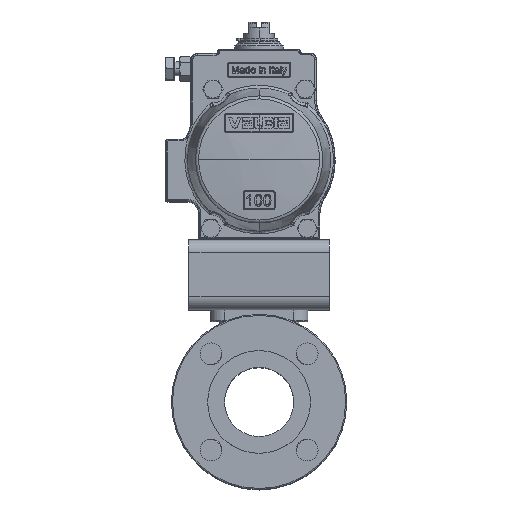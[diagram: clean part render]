
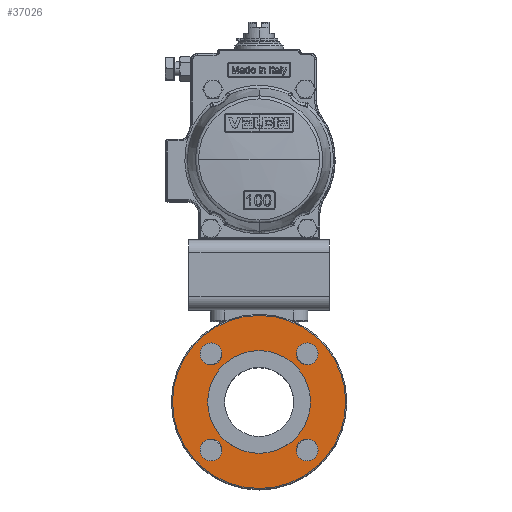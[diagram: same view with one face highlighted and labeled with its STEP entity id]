
A CAD part, top view. The second image highlights one B-rep face of the part: STEP entity #37026.
In plain terms, the highlighted planar face has unit normal (0, 0, 1).
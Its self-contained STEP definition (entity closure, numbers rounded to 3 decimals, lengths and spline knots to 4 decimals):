
#32 = DIRECTION ( 'NONE',  ( 0., 0., 1. ) ) ;
#142 = EDGE_CURVE ( 'NONE', #7674, #74272, #71378, .T. ) ;
#558 = EDGE_CURVE ( 'NONE', #22980, #18716, #72288, .T. ) ;
#1904 = CARTESIAN_POINT ( 'NONE',  ( 1.466, 0., 3.463 ) ) ;
#1934 = CARTESIAN_POINT ( 'NONE',  ( -1.0585, 1.3705, 3.463 ) ) ;
#1986 = FACE_BOUND ( 'NONE', #69937, .T. ) ;
#2116 = VERTEX_POINT ( 'NONE', #1934 ) ;
#3130 = EDGE_CURVE ( 'NONE', #25972, #4817, #15269, .T. ) ;
#3731 = VERTEX_POINT ( 'NONE', #73983 ) ;
#3958 = CIRCLE ( 'NONE', #31240, 0.312 ) ;
#4817 = VERTEX_POINT ( 'NONE', #18558 ) ;
#4992 = DIRECTION ( 'NONE',  ( 0., 0., 1. ) ) ;
#5138 = DIRECTION ( 'NONE',  ( 0., -1., 0. ) ) ;
#5221 = CARTESIAN_POINT ( 'NONE',  ( -1.6825, 1.3705, 3.463 ) ) ;
#5241 = CARTESIAN_POINT ( 'NONE',  ( 0., 0., 3.463 ) ) ;
#6438 = EDGE_CURVE ( 'NONE', #18716, #22980, #23351, .T. ) ;
#6932 = ORIENTED_EDGE ( 'NONE', *, *, #63864, .F. ) ;
#7674 = VERTEX_POINT ( 'NONE', #37028 ) ;
#7752 = DIRECTION ( 'NONE',  ( 0., 0., 1. ) ) ;
#9776 = VERTEX_POINT ( 'NONE', #1904 ) ;
#11189 = DIRECTION ( 'NONE',  ( -1., 0., 0. ) ) ;
#12148 = DIRECTION ( 'NONE',  ( 0., 0., 1. ) ) ;
#12348 = AXIS2_PLACEMENT_3D ( 'NONE', #35672, #32, #41654 ) ;
#15126 = CARTESIAN_POINT ( 'NONE',  ( 1.6825, 1.3705, 3.463 ) ) ;
#15269 = CIRCLE ( 'NONE', #67304, 0.312 ) ;
#16514 = CARTESIAN_POINT ( 'NONE',  ( 1.3705, 1.3705, 3.463 ) ) ;
#16723 = CARTESIAN_POINT ( 'NONE',  ( 0., 1.466, 3.463 ) ) ;
#16993 = DIRECTION ( 'NONE',  ( 0., 0., 1. ) ) ;
#17787 = FACE_OUTER_BOUND ( 'NONE', #34362, .T. ) ;
#18558 = CARTESIAN_POINT ( 'NONE',  ( 1.0585, 1.3705, 3.463 ) ) ;
#18716 = VERTEX_POINT ( 'NONE', #61579 ) ;
#22516 = DIRECTION ( 'NONE',  ( 1., 0., 0. ) ) ;
#22980 = VERTEX_POINT ( 'NONE', #46672 ) ;
#23102 = AXIS2_PLACEMENT_3D ( 'NONE', #65875, #30258, #71865 ) ;
#23351 = CIRCLE ( 'NONE', #23102, 2.4687 ) ;
#23953 = VERTEX_POINT ( 'NONE', #66710 ) ;
#24623 = EDGE_CURVE ( 'NONE', #2116, #59937, #58803, .T. ) ;
#25867 = AXIS2_PLACEMENT_3D ( 'NONE', #47834, #12148, #53819 ) ;
#25953 = ORIENTED_EDGE ( 'NONE', *, *, #73776, .F. ) ;
#25972 = VERTEX_POINT ( 'NONE', #15126 ) ;
#27701 = CARTESIAN_POINT ( 'NONE',  ( 1.3705, -1.3705, 3.463 ) ) ;
#28161 = DIRECTION ( 'NONE',  ( 0., 0., -1. ) ) ;
#28929 = ORIENTED_EDGE ( 'NONE', *, *, #57971, .T. ) ;
#29688 = CARTESIAN_POINT ( 'NONE',  ( 1.6825, -1.3705, 3.463 ) ) ;
#30199 = CARTESIAN_POINT ( 'NONE',  ( 1.3705, 1.3705, 3.463 ) ) ;
#30258 = DIRECTION ( 'NONE',  ( 0., 0., 1. ) ) ;
#30354 = CIRCLE ( 'NONE', #52691, 1.466 ) ;
#30573 = DIRECTION ( 'NONE',  ( 0., 0., 1. ) ) ;
#31240 = AXIS2_PLACEMENT_3D ( 'NONE', #66188, #30573, #72186 ) ;
#31969 = EDGE_CURVE ( 'NONE', #9776, #75944, #74878, .T. ) ;
#33530 = EDGE_LOOP ( 'NONE', ( #47467, #6932 ) ) ;
#33630 = FACE_BOUND ( 'NONE', #62298, .T. ) ;
#33725 = DIRECTION ( 'NONE',  ( 0., -1., 0. ) ) ;
#34362 = EDGE_LOOP ( 'NONE', ( #44826, #35232 ) ) ;
#34675 = ORIENTED_EDGE ( 'NONE', *, *, #24623, .F. ) ;
#35232 = ORIENTED_EDGE ( 'NONE', *, *, #558, .T. ) ;
#35546 = CARTESIAN_POINT ( 'NONE',  ( -1.466, 0., 3.463 ) ) ;
#35672 = CARTESIAN_POINT ( 'NONE',  ( -1.3705, 1.3705, 3.463 ) ) ;
#36207 = DIRECTION ( 'NONE',  ( 1., 0., 0. ) ) ;
#36434 = EDGE_CURVE ( 'NONE', #74272, #7674, #59731, .T. ) ;
#37026 = ADVANCED_FACE ( 'NONE', ( #65209, #33630, #51315, #49447, #17787, #1986 ), #76325, .T. ) ;
#37028 = CARTESIAN_POINT ( 'NONE',  ( 1.0585, -1.3705, 3.463 ) ) ;
#38380 = CIRCLE ( 'NONE', #43780, 0.312 ) ;
#38690 = AXIS2_PLACEMENT_3D ( 'NONE', #16723, #16993, #58612 ) ;
#39454 = AXIS2_PLACEMENT_3D ( 'NONE', #16514, #58156, #22516 ) ;
#40645 = CARTESIAN_POINT ( 'NONE',  ( -1.3705, -1.3705, 3.463 ) ) ;
#40729 = AXIS2_PLACEMENT_3D ( 'NONE', #40645, #4992, #46616 ) ;
#40798 = DIRECTION ( 'NONE',  ( 0., 0., 1. ) ) ;
#41205 = ORIENTED_EDGE ( 'NONE', *, *, #36434, .F. ) ;
#41654 = DIRECTION ( 'NONE',  ( 0., 1., 0. ) ) ;
#41658 = AXIS2_PLACEMENT_3D ( 'NONE', #76424, #40798, #5138 ) ;
#43419 = CARTESIAN_POINT ( 'NONE',  ( -1.3705, -1.3705, 3.463 ) ) ;
#43780 = AXIS2_PLACEMENT_3D ( 'NONE', #43419, #7752, #49393 ) ;
#43793 = ORIENTED_EDGE ( 'NONE', *, *, #75482, .F. ) ;
#44826 = ORIENTED_EDGE ( 'NONE', *, *, #6438, .T. ) ;
#46201 = CIRCLE ( 'NONE', #40729, 0.312 ) ;
#46616 = DIRECTION ( 'NONE',  ( -1., 0., 0. ) ) ;
#46672 = CARTESIAN_POINT ( 'NONE',  ( -2.4687, 0., 3.463 ) ) ;
#46872 = DIRECTION ( 'NONE',  ( 0., 0., -1. ) ) ;
#47467 = ORIENTED_EDGE ( 'NONE', *, *, #3130, .F. ) ;
#47834 = CARTESIAN_POINT ( 'NONE',  ( 0., 0., 3.463 ) ) ;
#49099 = EDGE_LOOP ( 'NONE', ( #41205, #70844 ) ) ;
#49393 = DIRECTION ( 'NONE',  ( -1., 0., 0. ) ) ;
#49447 = FACE_BOUND ( 'NONE', #33530, .T. ) ;
#51315 = FACE_BOUND ( 'NONE', #49099, .T. ) ;
#52691 = AXIS2_PLACEMENT_3D ( 'NONE', #5241, #46872, #11189 ) ;
#53819 = DIRECTION ( 'NONE',  ( 1., 0., 0. ) ) ;
#55113 = CIRCLE ( 'NONE', #39454, 0.312 ) ;
#57939 = EDGE_CURVE ( 'NONE', #23953, #3731, #46201, .T. ) ;
#57971 = EDGE_CURVE ( 'NONE', #75944, #9776, #30354, .T. ) ;
#58156 = DIRECTION ( 'NONE',  ( 0., 0., 1. ) ) ;
#58612 = DIRECTION ( 'NONE',  ( 1., 0., 0. ) ) ;
#58803 = CIRCLE ( 'NONE', #12348, 0.312 ) ;
#59731 = CIRCLE ( 'NONE', #41658, 0.312 ) ;
#59937 = VERTEX_POINT ( 'NONE', #5221 ) ;
#61579 = CARTESIAN_POINT ( 'NONE',  ( 2.4687, 0., 3.463 ) ) ;
#61922 = ORIENTED_EDGE ( 'NONE', *, *, #57939, .F. ) ;
#62298 = EDGE_LOOP ( 'NONE', ( #43793, #61922 ) ) ;
#63811 = CARTESIAN_POINT ( 'NONE',  ( 0., 0., 3.463 ) ) ;
#63864 = EDGE_CURVE ( 'NONE', #4817, #25972, #55113, .T. ) ;
#65209 = FACE_BOUND ( 'NONE', #77014, .T. ) ;
#65218 = ORIENTED_EDGE ( 'NONE', *, *, #31969, .T. ) ;
#65875 = CARTESIAN_POINT ( 'NONE',  ( 0., 0., 3.463 ) ) ;
#66188 = CARTESIAN_POINT ( 'NONE',  ( -1.3705, 1.3705, 3.463 ) ) ;
#66710 = CARTESIAN_POINT ( 'NONE',  ( -1.6825, -1.3705, 3.463 ) ) ;
#67304 = AXIS2_PLACEMENT_3D ( 'NONE', #30199, #71812, #36207 ) ;
#67540 = AXIS2_PLACEMENT_3D ( 'NONE', #63811, #28161, #69787 ) ;
#69329 = DIRECTION ( 'NONE',  ( 0., 0., 1. ) ) ;
#69787 = DIRECTION ( 'NONE',  ( -1., 0., 0. ) ) ;
#69937 = EDGE_LOOP ( 'NONE', ( #28929, #65218 ) ) ;
#70844 = ORIENTED_EDGE ( 'NONE', *, *, #142, .F. ) ;
#71378 = CIRCLE ( 'NONE', #72669, 0.312 ) ;
#71812 = DIRECTION ( 'NONE',  ( 0., 0., 1. ) ) ;
#71865 = DIRECTION ( 'NONE',  ( 1., 0., 0. ) ) ;
#72186 = DIRECTION ( 'NONE',  ( 0., 1., 0. ) ) ;
#72288 = CIRCLE ( 'NONE', #25867, 2.4687 ) ;
#72669 = AXIS2_PLACEMENT_3D ( 'NONE', #27701, #69329, #33725 ) ;
#73776 = EDGE_CURVE ( 'NONE', #59937, #2116, #3958, .T. ) ;
#73983 = CARTESIAN_POINT ( 'NONE',  ( -1.0585, -1.3705, 3.463 ) ) ;
#74272 = VERTEX_POINT ( 'NONE', #29688 ) ;
#74878 = CIRCLE ( 'NONE', #67540, 1.466 ) ;
#75482 = EDGE_CURVE ( 'NONE', #3731, #23953, #38380, .T. ) ;
#75944 = VERTEX_POINT ( 'NONE', #35546 ) ;
#76325 = PLANE ( 'NONE',  #38690 ) ;
#76424 = CARTESIAN_POINT ( 'NONE',  ( 1.3705, -1.3705, 3.463 ) ) ;
#77014 = EDGE_LOOP ( 'NONE', ( #34675, #25953 ) ) ;
